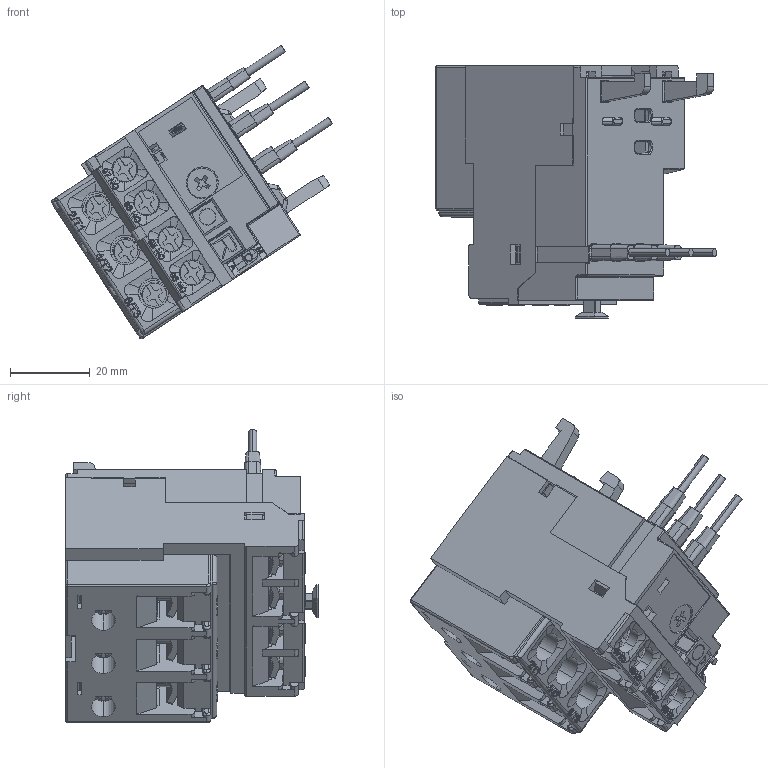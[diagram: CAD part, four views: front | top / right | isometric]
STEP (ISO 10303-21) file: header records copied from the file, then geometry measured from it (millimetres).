
FILE_DESCRIPTION((''),'2;1');
FILE_NAME('HCR6-18ASSEMBLY_ASM','2022-07-20T17:20:57',('Lenovo'),(''),'CREO PARAMETRIC BY PTC INC, 2018100','CREO PARAMETRIC BY PTC INC, 2018100','');
FILE_SCHEMA(('AUTOMOTIVE_DESIGN { 1 0 10303 214 1 1 1 1 }'));
Products named in the file (34): PRODUCT_31924; 940017_LEAD_WIRE_STOP_PLATE__A_; SP_SCREW_M3_7_1; 940041_SCREW_SET_M4X10_2; 940042_SCREW_SET_M3_5X8_2; 840415_HEATER_PROP_2; 810035_TH_FRAME_2; 742027_CONTACT_TIP__A_O; 840919_A_MOVING_CONTACT_SET__A__ASM; 840425_TRIP_MOVING_PLATE__A_O; 841339_DIAL__A_O; 841337_TRIP_STATIONARY_OLATE__A; 31A022; 31A021; 840923_AB_TERMINAL__A_O; 31A023; 840431_STOP_ROD__A_O; 33A132__A_O; 840434_M-A_SELECTOR__A_O; 840430_RESET_ROD__A_O; 644455_CONTACT_TIP__A_O; 840440_BA_TERMINAL_SET__A_O_ASM; 840426_PUSH_ROD_B_PLATE__A_O; 841340_DIAL_STOPPER__A_O; 840924_BB_TERMINAL__A_O; 840433_DIAL_LOCATING_PLATE__A_O; 841334_COMPENSATION_STATIONARY_; MECHANISM_FRAME_SET1__A_O_ASM; MC_RHN-10_ASSEMBLY_ASM; RHN-10_LEAD_WIRE_2_0__A_O; TERMINAL_COVER__A_O; HCR6-18_COVER__A_O; ASM0001_ASM; HCR6-18ASSEMBLY_ASM
Assembly tree (42 placements, depth 6):
  HCR6-18ASSEMBLY_ASM
    ASM0001_ASM
      PRODUCT_31924
      940017_LEAD_WIRE_STOP_PLATE__A_
      MC_RHN-10_ASSEMBLY_ASM
        SP_SCREW_M3_7_1  x3
        940041_SCREW_SET_M4X10_2  x3
        940042_SCREW_SET_M3_5X8_2  x4
        840415_HEATER_PROP_2
        810035_TH_FRAME_2
        MECHANISM_FRAME_SET1__A_O_ASM
          840919_A_MOVING_CONTACT_SET__A__ASM
            742027_CONTACT_TIP__A_O
          840425_TRIP_MOVING_PLATE__A_O
          841339_DIAL__A_O
          841337_TRIP_STATIONARY_OLATE__A
          31A022
          31A021
          840923_AB_TERMINAL__A_O
          31A023
          840431_STOP_ROD__A_O
          33A132__A_O
          840434_M-A_SELECTOR__A_O
          840430_RESET_ROD__A_O
          840440_BA_TERMINAL_SET__A_O_ASM
            644455_CONTACT_TIP__A_O
          840426_PUSH_ROD_B_PLATE__A_O
          841340_DIAL_STOPPER__A_O
          840924_BB_TERMINAL__A_O
          840433_DIAL_LOCATING_PLATE__A_O
          841334_COMPENSATION_STATIONARY_
      RHN-10_LEAD_WIRE_2_0__A_O  x3
      TERMINAL_COVER__A_O
      HCR6-18_COVER__A_O
Bounding box: 70.72 x 63.5 x 73.76 mm (x, y, z)
Volume: 44242.2 mm3; surface area: 61960.8 mm2
Topology: 37 solids, 37 shells, 3621 faces, 10190 edges, 6639 vertices
Faces by surface type: plane 2328, cylinder 768, extrusion 189, bspline 144, cone 113, torus 65, sphere 13, revolution 1
Entity records: 188129 total; most frequent: CARTESIAN_POINT 100978, ORIENTED_EDGE 18492, DIRECTION 16430, EDGE_CURVE 9246, VECTOR 6744, LINE 6555, VERTEX_POINT 6035, AXIS2_PLACEMENT_3D 4794
